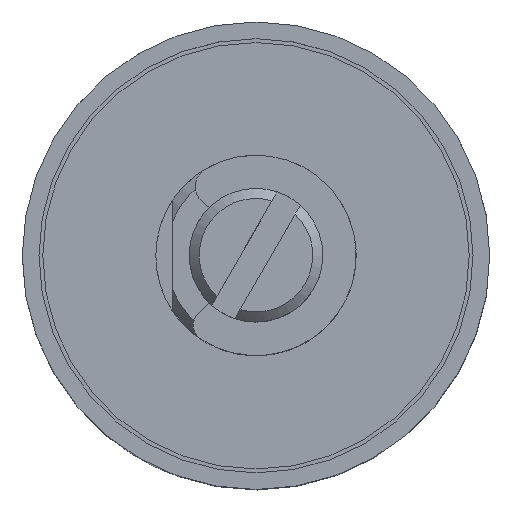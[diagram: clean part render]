
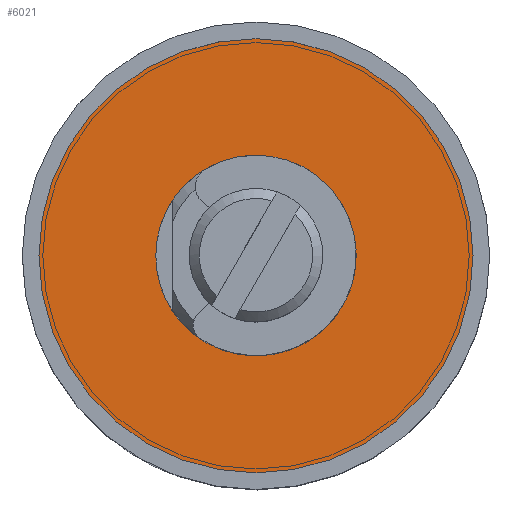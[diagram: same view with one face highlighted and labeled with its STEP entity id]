
A CAD part, top view. The second image highlights one B-rep face of the part: STEP entity #6021.
In plain terms, the highlighted planar face has unit normal (0, 0, 1).
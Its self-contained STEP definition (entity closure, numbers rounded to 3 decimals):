
#952 = DIRECTION ( 'NONE',  ( 0., 0., 1. ) ) ;
#1153 = EDGE_LOOP ( 'NONE', ( #2676 ) ) ;
#1163 = AXIS2_PLACEMENT_3D ( 'NONE', #2956, #952, #4323 ) ;
#1645 = DIRECTION ( 'NONE',  ( 1., 0., 0. ) ) ;
#1703 = EDGE_CURVE ( 'NONE', #3651, #3651, #3542, .T. ) ;
#1842 = CARTESIAN_POINT ( 'NONE',  ( 6.5, 0., 0.5 ) ) ;
#1896 = CIRCLE ( 'NONE', #8630, 3. ) ;
#1974 = CARTESIAN_POINT ( 'NONE',  ( 0., 0., 0.5 ) ) ;
#2379 = DIRECTION ( 'NONE',  ( 0., 0., 1. ) ) ;
#2396 = AXIS2_PLACEMENT_3D ( 'NONE', #8730, #2379, #1645 ) ;
#2676 = ORIENTED_EDGE ( 'NONE', *, *, #5343, .T. ) ;
#2757 = DIRECTION ( 'NONE',  ( -1., 0., 0. ) ) ;
#2956 = CARTESIAN_POINT ( 'NONE',  ( 0., 0., 0.5 ) ) ;
#3225 = CARTESIAN_POINT ( 'NONE',  ( -3., 0., 0.5 ) ) ;
#3542 = CIRCLE ( 'NONE', #1163, 6.5 ) ;
#3651 = VERTEX_POINT ( 'NONE', #1842 ) ;
#4015 = DIRECTION ( 'NONE',  ( 0., 0., -1. ) ) ;
#4308 = EDGE_LOOP ( 'NONE', ( #5217 ) ) ;
#4323 = DIRECTION ( 'NONE',  ( 1., 0., 0. ) ) ;
#4593 = PLANE ( 'NONE',  #2396 ) ;
#5217 = ORIENTED_EDGE ( 'NONE', *, *, #1703, .T. ) ;
#5343 = EDGE_CURVE ( 'NONE', #5988, #5988, #1896, .T. ) ;
#5988 = VERTEX_POINT ( 'NONE', #3225 ) ;
#6021 = ADVANCED_FACE ( 'NONE', ( #8605, #7505 ), #4593, .T. ) ;
#7505 = FACE_OUTER_BOUND ( 'NONE', #4308, .T. ) ;
#8605 = FACE_BOUND ( 'NONE', #1153, .T. ) ;
#8630 = AXIS2_PLACEMENT_3D ( 'NONE', #1974, #4015, #2757 ) ;
#8730 = CARTESIAN_POINT ( 'NONE',  ( 3., 0., 0.5 ) ) ;
